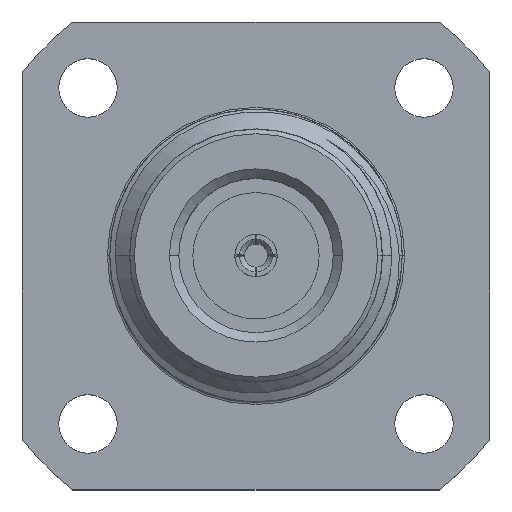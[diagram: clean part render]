
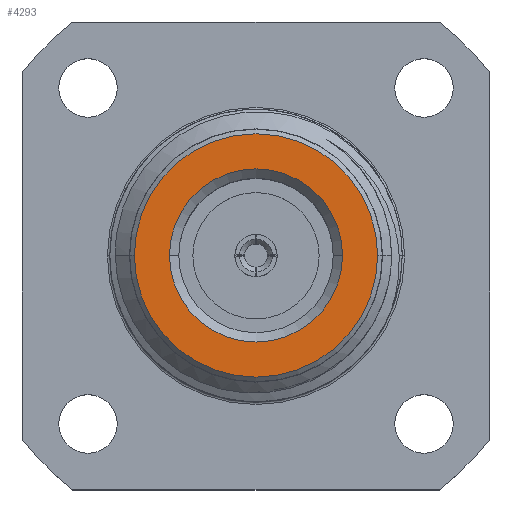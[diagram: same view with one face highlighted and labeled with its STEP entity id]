
A CAD part, top view. The second image highlights one B-rep face of the part: STEP entity #4293.
In plain terms, the highlighted planar face has unit normal (0, 0, 1).
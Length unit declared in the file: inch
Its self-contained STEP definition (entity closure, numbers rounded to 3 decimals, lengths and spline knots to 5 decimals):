
#674 = CARTESIAN_POINT ( 'NONE',  ( 0.26, 0., 0. ) ) ;
#707 = DIRECTION ( 'NONE',  ( 1., 0., 0. ) ) ;
#853 = EDGE_CURVE ( 'NONE', #3924, #5620, #4712, .T. ) ;
#868 = FACE_OUTER_BOUND ( 'NONE', #4824, .T. ) ;
#1071 = DIRECTION ( 'NONE',  ( 1., 0., 0. ) ) ;
#1175 = EDGE_CURVE ( 'NONE', #2594, #3470, #7448, .T. ) ;
#1183 = CARTESIAN_POINT ( 'NONE',  ( 0., 0., 0. ) ) ;
#2445 = FACE_BOUND ( 'NONE', #2486, .T. ) ;
#2486 = EDGE_LOOP ( 'NONE', ( #8468, #3774 ) ) ;
#2487 = EDGE_CURVE ( 'NONE', #5620, #3924, #5534, .T. ) ;
#2570 = CARTESIAN_POINT ( 'NONE',  ( -0.185, 0., 0. ) ) ;
#2594 = VERTEX_POINT ( 'NONE', #2570 ) ;
#2654 = AXIS2_PLACEMENT_3D ( 'NONE', #3760, #8485, #1071 ) ;
#2825 = AXIS2_PLACEMENT_3D ( 'NONE', #7806, #5166, #7241 ) ;
#3097 = PLANE ( 'NONE',  #2654 ) ;
#3170 = AXIS2_PLACEMENT_3D ( 'NONE', #3671, #4299, #3638 ) ;
#3470 = VERTEX_POINT ( 'NONE', #4176 ) ;
#3638 = DIRECTION ( 'NONE',  ( 1., 0., 0. ) ) ;
#3671 = CARTESIAN_POINT ( 'NONE',  ( 0., 0., 0. ) ) ;
#3682 = EDGE_CURVE ( 'NONE', #3470, #2594, #7105, .T. ) ;
#3760 = CARTESIAN_POINT ( 'NONE',  ( 0., 0., 0. ) ) ;
#3774 = ORIENTED_EDGE ( 'NONE', *, *, #1175, .T. ) ;
#3824 = AXIS2_PLACEMENT_3D ( 'NONE', #7417, #4767, #707 ) ;
#3924 = VERTEX_POINT ( 'NONE', #7545 ) ;
#4176 = CARTESIAN_POINT ( 'NONE',  ( 0.185, 0., 0. ) ) ;
#4293 = ADVANCED_FACE ( 'NONE', ( #868, #2445 ), #3097, .T. ) ;
#4299 = DIRECTION ( 'NONE',  ( 0., 0., -1. ) ) ;
#4437 = ORIENTED_EDGE ( 'NONE', *, *, #853, .T. ) ;
#4712 = CIRCLE ( 'NONE', #2825, 0.26 ) ;
#4767 = DIRECTION ( 'NONE',  ( 0., 0., -1. ) ) ;
#4824 = EDGE_LOOP ( 'NONE', ( #4437, #7575 ) ) ;
#5166 = DIRECTION ( 'NONE',  ( 0., 0., 1. ) ) ;
#5534 = CIRCLE ( 'NONE', #6696, 0.26 ) ;
#5620 = VERTEX_POINT ( 'NONE', #674 ) ;
#5903 = DIRECTION ( 'NONE',  ( 1., 0., 0. ) ) ;
#6696 = AXIS2_PLACEMENT_3D ( 'NONE', #1183, #8562, #5903 ) ;
#7105 = CIRCLE ( 'NONE', #3170, 0.185 ) ;
#7241 = DIRECTION ( 'NONE',  ( 1., 0., 0. ) ) ;
#7417 = CARTESIAN_POINT ( 'NONE',  ( 0., 0., 0. ) ) ;
#7448 = CIRCLE ( 'NONE', #3824, 0.185 ) ;
#7545 = CARTESIAN_POINT ( 'NONE',  ( -0.26, 0., 0. ) ) ;
#7575 = ORIENTED_EDGE ( 'NONE', *, *, #2487, .T. ) ;
#7806 = CARTESIAN_POINT ( 'NONE',  ( 0., 0., 0. ) ) ;
#8468 = ORIENTED_EDGE ( 'NONE', *, *, #3682, .T. ) ;
#8485 = DIRECTION ( 'NONE',  ( 0., 0., 1. ) ) ;
#8562 = DIRECTION ( 'NONE',  ( 0., 0., 1. ) ) ;
